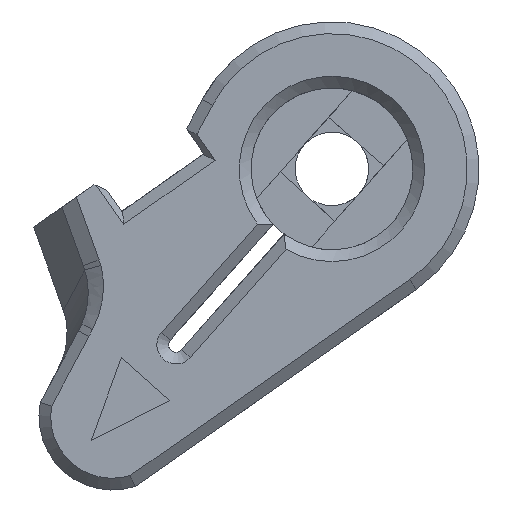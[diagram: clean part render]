
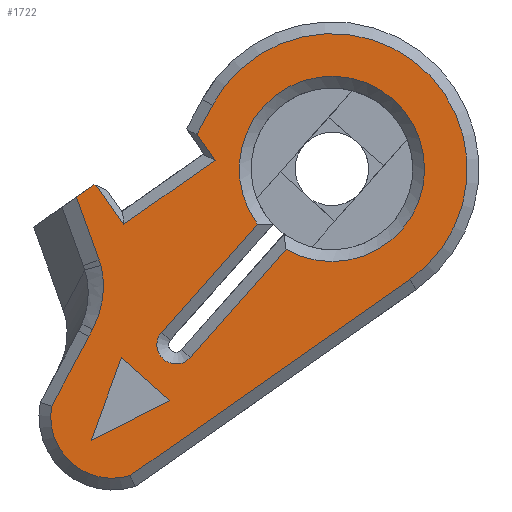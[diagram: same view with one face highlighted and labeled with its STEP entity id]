
A CAD part, front view. The second image highlights one B-rep face of the part: STEP entity #1722.
In plain terms, the highlighted planar face has unit normal (0, -1, 0).
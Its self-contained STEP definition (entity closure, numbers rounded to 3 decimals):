
#31=FACE_BOUND('',#260,.T.);
#32=FACE_BOUND('',#261,.T.);
#70=B_SPLINE_CURVE_WITH_KNOTS('',3,(#2468,#2469,#2470,#2471),
 .UNSPECIFIED.,.F.,.F.,(4,4),(-1.571,-0.729),
 .UNSPECIFIED.);
#72=B_SPLINE_CURVE_WITH_KNOTS('',3,(#2492,#2493,#2494,#2495),
 .UNSPECIFIED.,.F.,.F.,(4,4),(-0.5,-0.474),
 .UNSPECIFIED.);
#74=B_SPLINE_CURVE_WITH_KNOTS('',3,(#2525,#2526,#2527,#2528),
 .UNSPECIFIED.,.F.,.F.,(4,4),(-0.729,-0.649),
 .UNSPECIFIED.);
#101=CIRCLE('',#1821,4.6);
#103=CIRCLE('',#1825,2.1);
#107=CIRCLE('',#1844,3.15);
#108=CIRCLE('',#1845,0.65);
#161=FACE_OUTER_BOUND('',#259,.T.);
#259=EDGE_LOOP('',(#1220,#1221,#1222,#1223,#1224,#1225,#1226,#1227,#1228,
#1229,#1230,#1231,#1232,#1233));
#260=EDGE_LOOP('',(#1234,#1235,#1236));
#261=EDGE_LOOP('',(#1237,#1238,#1239,#1240));
#344=LINE('',#2406,#525);
#350=LINE('',#2422,#531);
#351=LINE('',#2438,#532);
#359=LINE('',#2504,#540);
#377=LINE('',#2604,#558);
#389=LINE('',#2628,#570);
#390=LINE('',#2630,#571);
#391=LINE('',#2632,#572);
#392=LINE('',#2633,#573);
#393=LINE('',#2636,#574);
#394=LINE('',#2638,#575);
#395=LINE('',#2639,#576);
#396=LINE('',#2644,#577);
#397=LINE('',#2647,#578);
#525=VECTOR('',#1959,10.);
#531=VECTOR('',#1973,10.);
#532=VECTOR('',#1982,10.);
#540=VECTOR('',#1992,10.);
#558=VECTOR('',#2038,10.);
#570=VECTOR('',#2054,10.);
#571=VECTOR('',#2055,10.);
#572=VECTOR('',#2056,10.);
#573=VECTOR('',#2057,10.);
#574=VECTOR('',#2058,10.);
#575=VECTOR('',#2059,10.);
#576=VECTOR('',#2060,10.);
#577=VECTOR('',#2063,10.);
#578=VECTOR('',#2066,10.);
#706=VERTEX_POINT('',#2403);
#707=VERTEX_POINT('',#2405);
#710=VERTEX_POINT('',#2413);
#713=VERTEX_POINT('',#2421);
#715=VERTEX_POINT('',#2430);
#716=VERTEX_POINT('',#2437);
#718=VERTEX_POINT('',#2458);
#721=VERTEX_POINT('',#2466);
#722=VERTEX_POINT('',#2497);
#725=VERTEX_POINT('',#2502);
#746=VERTEX_POINT('',#2603);
#756=VERTEX_POINT('',#2627);
#757=VERTEX_POINT('',#2629);
#758=VERTEX_POINT('',#2631);
#759=VERTEX_POINT('',#2634);
#760=VERTEX_POINT('',#2635);
#761=VERTEX_POINT('',#2637);
#762=VERTEX_POINT('',#2640);
#763=VERTEX_POINT('',#2641);
#764=VERTEX_POINT('',#2643);
#765=VERTEX_POINT('',#2645);
#867=EDGE_CURVE('',#706,#707,#344,.T.);
#873=EDGE_CURVE('',#707,#710,#101,.T.);
#875=EDGE_CURVE('',#710,#713,#350,.T.);
#878=EDGE_CURVE('',#713,#715,#103,.T.);
#880=EDGE_CURVE('',#715,#716,#351,.T.);
#886=EDGE_CURVE('',#721,#718,#70,.T.);
#888=EDGE_CURVE('',#716,#721,#72,.T.);
#892=EDGE_CURVE('',#725,#722,#359,.T.);
#894=EDGE_CURVE('',#718,#725,#74,.T.);
#922=EDGE_CURVE('',#722,#746,#377,.T.);
#934=EDGE_CURVE('',#756,#706,#389,.T.);
#935=EDGE_CURVE('',#757,#756,#390,.T.);
#936=EDGE_CURVE('',#758,#757,#391,.T.);
#937=EDGE_CURVE('',#746,#758,#392,.T.);
#938=EDGE_CURVE('',#759,#760,#393,.T.);
#939=EDGE_CURVE('',#760,#761,#394,.T.);
#940=EDGE_CURVE('',#761,#759,#395,.T.);
#941=EDGE_CURVE('',#762,#763,#107,.T.);
#942=EDGE_CURVE('',#764,#762,#396,.T.);
#943=EDGE_CURVE('',#765,#764,#108,.T.);
#944=EDGE_CURVE('',#763,#765,#397,.T.);
#1220=ORIENTED_EDGE('',*,*,#867,.F.);
#1221=ORIENTED_EDGE('',*,*,#934,.F.);
#1222=ORIENTED_EDGE('',*,*,#935,.F.);
#1223=ORIENTED_EDGE('',*,*,#936,.F.);
#1224=ORIENTED_EDGE('',*,*,#937,.F.);
#1225=ORIENTED_EDGE('',*,*,#922,.F.);
#1226=ORIENTED_EDGE('',*,*,#892,.F.);
#1227=ORIENTED_EDGE('',*,*,#894,.F.);
#1228=ORIENTED_EDGE('',*,*,#886,.F.);
#1229=ORIENTED_EDGE('',*,*,#888,.F.);
#1230=ORIENTED_EDGE('',*,*,#880,.F.);
#1231=ORIENTED_EDGE('',*,*,#878,.F.);
#1232=ORIENTED_EDGE('',*,*,#875,.F.);
#1233=ORIENTED_EDGE('',*,*,#873,.F.);
#1234=ORIENTED_EDGE('',*,*,#938,.T.);
#1235=ORIENTED_EDGE('',*,*,#939,.T.);
#1236=ORIENTED_EDGE('',*,*,#940,.T.);
#1237=ORIENTED_EDGE('',*,*,#941,.F.);
#1238=ORIENTED_EDGE('',*,*,#942,.F.);
#1239=ORIENTED_EDGE('',*,*,#943,.F.);
#1240=ORIENTED_EDGE('',*,*,#944,.F.);
#1650=PLANE('',#1843);
#1722=ADVANCED_FACE('',(#161,#31,#32),#1650,.F.);
#1821=AXIS2_PLACEMENT_3D('',#2417,#1968,#1969);
#1825=AXIS2_PLACEMENT_3D('',#2431,#1978,#1979);
#1843=AXIS2_PLACEMENT_3D('',#2626,#2052,#2053);
#1844=AXIS2_PLACEMENT_3D('',#2642,#2061,#2062);
#1845=AXIS2_PLACEMENT_3D('',#2646,#2064,#2065);
#1959=DIRECTION('',(0.471,0.,0.882));
#1968=DIRECTION('center_axis',(0.,1.,0.));
#1969=DIRECTION('ref_axis',(-0.5,0.,0.866));
#1973=DIRECTION('',(-0.819,0.,-0.574));
#1978=DIRECTION('center_axis',(0.,1.,0.));
#1979=DIRECTION('ref_axis',(-1.,0.,0.));
#1982=DIRECTION('',(0.471,0.,0.882));
#1992=DIRECTION('',(-0.338,0.,0.941));
#2038=DIRECTION('',(0.819,0.,0.574));
#2052=DIRECTION('center_axis',(0.,1.,0.));
#2053=DIRECTION('ref_axis',(-1.,0.,0.));
#2054=DIRECTION('',(-0.574,0.,0.819));
#2055=DIRECTION('',(0.819,0.,0.574));
#2056=DIRECTION('',(0.574,0.,-0.819));
#2057=DIRECTION('',(0.995,0.,-0.102));
#2058=DIRECTION('',(0.748,0.,-0.663));
#2059=DIRECTION('',(-0.892,0.,-0.453));
#2060=DIRECTION('',(0.342,0.,0.94));
#2061=DIRECTION('center_axis',(0.,-1.,0.));
#2062=DIRECTION('ref_axis',(-0.5,0.,0.866));
#2063=DIRECTION('',(0.663,0.,0.748));
#2064=DIRECTION('center_axis',(0.,-1.,0.));
#2065=DIRECTION('ref_axis',(-1.,0.,0.));
#2066=DIRECTION('',(-0.663,0.,-0.748));
#2403=CARTESIAN_POINT('',(266.741,-149.15,47.133));
#2405=CARTESIAN_POINT('',(267.268,-149.15,48.119));
#2406=CARTESIAN_POINT('',(265.425,-149.15,44.67));
#2413=CARTESIAN_POINT('',(273.966,-149.15,42.183));
#2417=CARTESIAN_POINT('Origin',(271.325,-149.15,45.95));
#2421=CARTESIAN_POINT('',(264.459,-149.15,35.519));
#2422=CARTESIAN_POINT('',(264.69,-149.15,35.681));
#2430=CARTESIAN_POINT('',(261.795,-149.15,37.88));
#2431=CARTESIAN_POINT('Origin',(263.866,-149.15,37.533));
#2437=CARTESIAN_POINT('',(263.066,-149.15,40.258));
#2438=CARTESIAN_POINT('',(265.425,-149.15,44.67));
#2458=CARTESIAN_POINT('',(263.47,-149.15,42.662));
#2466=CARTESIAN_POINT('',(263.188,-149.15,40.486));
#2468=CARTESIAN_POINT('Ctrl Pts',(263.188,-149.15,40.486));
#2469=CARTESIAN_POINT('Ctrl Pts',(263.548,-149.15,41.159));
#2470=CARTESIAN_POINT('Ctrl Pts',(263.659,-149.15,41.963));
#2471=CARTESIAN_POINT('Ctrl Pts',(263.47,-149.15,42.662));
#2492=CARTESIAN_POINT('Ctrl Pts',(263.066,-149.15,40.258));
#2493=CARTESIAN_POINT('Ctrl Pts',(263.107,-149.15,40.334));
#2494=CARTESIAN_POINT('Ctrl Pts',(263.147,-149.15,40.41));
#2495=CARTESIAN_POINT('Ctrl Pts',(263.188,-149.15,40.486));
#2497=CARTESIAN_POINT('',(262.642,-149.15,44.992));
#2502=CARTESIAN_POINT('',(263.409,-149.15,42.856));
#2504=CARTESIAN_POINT('',(264.217,-149.15,40.604));
#2525=CARTESIAN_POINT('Ctrl Pts',(263.47,-149.15,42.662));
#2526=CARTESIAN_POINT('Ctrl Pts',(263.452,-149.15,42.728));
#2527=CARTESIAN_POINT('Ctrl Pts',(263.432,-149.15,42.792));
#2528=CARTESIAN_POINT('Ctrl Pts',(263.409,-149.15,42.856));
#2603=CARTESIAN_POINT('',(263.233,-149.15,45.406));
#2604=CARTESIAN_POINT('',(262.028,-149.15,44.562));
#2626=CARTESIAN_POINT('Origin',(263.866,-149.15,37.458));
#2627=CARTESIAN_POINT('',(267.361,-149.15,46.249));
#2628=CARTESIAN_POINT('',(269.374,-149.15,43.378));
#2629=CARTESIAN_POINT('',(264.248,-149.15,44.066));
#2630=CARTESIAN_POINT('',(263.345,-149.15,43.433));
#2631=CARTESIAN_POINT('',(263.314,-149.15,45.398));
#2632=CARTESIAN_POINT('',(266.26,-149.15,41.196));
#2633=CARTESIAN_POINT('',(263.606,-149.15,45.368));
#2634=CARTESIAN_POINT('',(264.169,-149.15,39.536));
#2635=CARTESIAN_POINT('',(265.818,-149.15,38.075));
#2636=CARTESIAN_POINT('',(264.6,-149.15,39.154));
#2637=CARTESIAN_POINT('',(263.143,-149.15,36.717));
#2638=CARTESIAN_POINT('',(264.917,-149.15,37.618));
#2639=CARTESIAN_POINT('',(263.304,-149.15,37.161));
#2640=CARTESIAN_POINT('',(269.767,-149.15,43.212));
#2641=CARTESIAN_POINT('',(268.794,-149.15,44.074));
#2642=CARTESIAN_POINT('Origin',(271.325,-149.15,45.95));
#2643=CARTESIAN_POINT('',(266.51,-149.15,39.537));
#2644=CARTESIAN_POINT('',(267.734,-149.15,40.918));
#2645=CARTESIAN_POINT('',(265.537,-149.15,40.399));
#2646=CARTESIAN_POINT('Origin',(266.023,-149.15,39.968));
#2647=CARTESIAN_POINT('',(264.44,-149.15,39.161));
